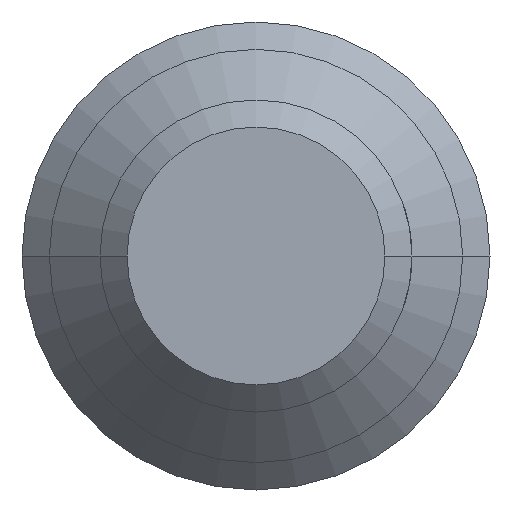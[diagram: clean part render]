
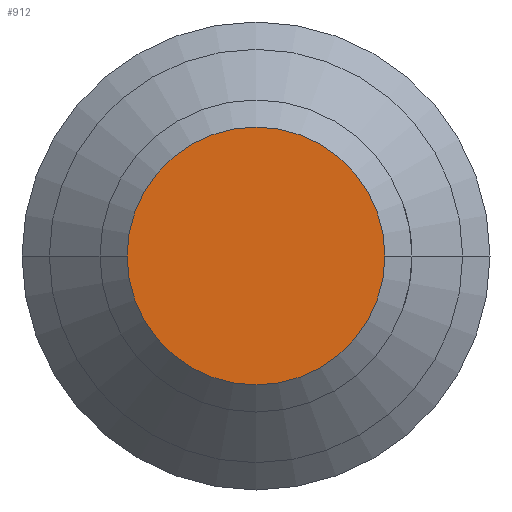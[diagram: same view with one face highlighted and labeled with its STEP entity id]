
A CAD part, front view. The second image highlights one B-rep face of the part: STEP entity #912.
In plain terms, the highlighted planar face has unit normal (0, -1, 0).
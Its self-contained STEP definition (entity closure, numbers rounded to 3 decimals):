
#54=CARTESIAN_POINT('',(0.,-53.55,0.));
#55=DIRECTION('',(0.,1.,0.));
#56=DIRECTION('',(1.,0.,0.));
#57=AXIS2_PLACEMENT_3D('',#54,#55,#56);
#62=CARTESIAN_POINT('',(0.,-53.55,0.));
#63=DIRECTION('',(0.,-1.,0.));
#64=DIRECTION('',(1.,0.,0.));
#65=AXIS2_PLACEMENT_3D('',#62,#63,#64);
#795=CARTESIAN_POINT('',(3.305,-53.55,0.));
#797=VERTEX_POINT('',#795);
#811=CARTESIAN_POINT('',(-3.305,-53.55,0.));
#813=VERTEX_POINT('',#811);
#901=CARTESIAN_POINT('',(0.,-53.55,0.));
#902=DIRECTION('',(0.,-1.,0.));
#903=DIRECTION('',(-1.,0.,0.));
#904=AXIS2_PLACEMENT_3D('',#901,#902,#903);
#905=PLANE('',#904);
#907=ORIENTED_EDGE('',*,*,#906,.T.);
#909=ORIENTED_EDGE('',*,*,#908,.F.);
#910=EDGE_LOOP('',(#907,#909));
#911=FACE_OUTER_BOUND('',#910,.F.);
#912=ADVANCED_FACE('',(#911),#905,.T.);
#58=CIRCLE('',#57,3.305);
#66=CIRCLE('',#65,3.305);
#906=EDGE_CURVE('',#797,#813,#58,.T.);
#908=EDGE_CURVE('',#797,#813,#66,.T.);
